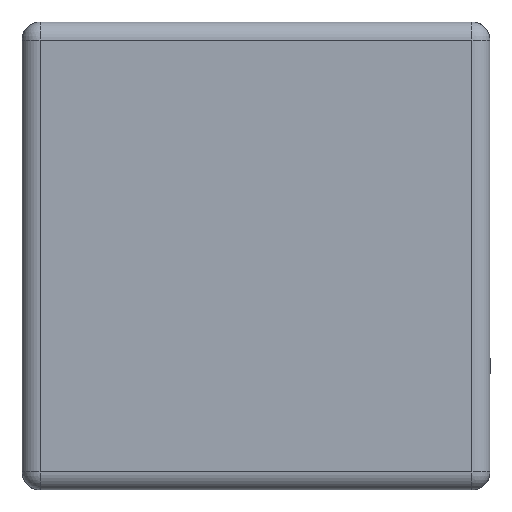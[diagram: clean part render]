
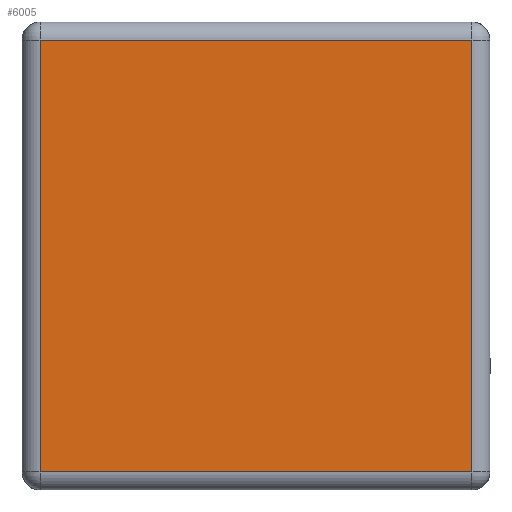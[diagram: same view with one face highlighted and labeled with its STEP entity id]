
A CAD part, left-side view. The second image highlights one B-rep face of the part: STEP entity #6005.
In plain terms, the highlighted planar face has unit normal (-1, 0, 0).
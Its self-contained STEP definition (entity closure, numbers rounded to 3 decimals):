
#255 = LINE ( 'NONE', #3504, #2688 ) ;
#325 = LINE ( 'NONE', #5750, #4259 ) ;
#512 = CARTESIAN_POINT ( 'NONE',  ( -1., -0.65, 0.05 ) ) ;
#702 = VERTEX_POINT ( 'NONE', #1705 ) ;
#724 = DIRECTION ( 'NONE',  ( -1., 0., 0. ) ) ;
#759 = CARTESIAN_POINT ( 'NONE',  ( -1., -0.6, 0.05 ) ) ;
#1091 = VECTOR ( 'NONE', #1453, 1000. ) ;
#1189 = DIRECTION ( 'NONE',  ( 0., 0., -1. ) ) ;
#1224 = DIRECTION ( 'NONE',  ( 0., 0., 1. ) ) ;
#1453 = DIRECTION ( 'NONE',  ( 0., -1., 0. ) ) ;
#1705 = CARTESIAN_POINT ( 'NONE',  ( -1., -0.6, 1.25 ) ) ;
#2482 = ORIENTED_EDGE ( 'NONE', *, *, #2987, .T. ) ;
#2516 = ORIENTED_EDGE ( 'NONE', *, *, #3987, .T. ) ;
#2607 = DIRECTION ( 'NONE',  ( 0., 0., 1. ) ) ;
#2688 = VECTOR ( 'NONE', #1189, 1000. ) ;
#2691 = LINE ( 'NONE', #6070, #2740 ) ;
#2740 = VECTOR ( 'NONE', #1224, 1000. ) ;
#2794 = EDGE_CURVE ( 'NONE', #3629, #5004, #4417, .T. ) ;
#2987 = EDGE_CURVE ( 'NONE', #4334, #3629, #255, .T. ) ;
#3504 = CARTESIAN_POINT ( 'NONE',  ( -1., 0.6, 0. ) ) ;
#3629 = VERTEX_POINT ( 'NONE', #5738 ) ;
#3987 = EDGE_CURVE ( 'NONE', #702, #4334, #325, .T. ) ;
#4082 = EDGE_LOOP ( 'NONE', ( #2516, #2482, #4752, #4416 ) ) ;
#4259 = VECTOR ( 'NONE', #4335, 1000. ) ;
#4334 = VERTEX_POINT ( 'NONE', #5587 ) ;
#4335 = DIRECTION ( 'NONE',  ( 0., 1., 0. ) ) ;
#4416 = ORIENTED_EDGE ( 'NONE', *, *, #5326, .T. ) ;
#4417 = LINE ( 'NONE', #512, #1091 ) ;
#4504 = FACE_OUTER_BOUND ( 'NONE', #4082, .T. ) ;
#4752 = ORIENTED_EDGE ( 'NONE', *, *, #2794, .T. ) ;
#4948 = AXIS2_PLACEMENT_3D ( 'NONE', #5409, #724, #2607 ) ;
#5004 = VERTEX_POINT ( 'NONE', #759 ) ;
#5009 = PLANE ( 'NONE',  #4948 ) ;
#5326 = EDGE_CURVE ( 'NONE', #5004, #702, #2691, .T. ) ;
#5409 = CARTESIAN_POINT ( 'NONE',  ( -1., 0., 0.65 ) ) ;
#5587 = CARTESIAN_POINT ( 'NONE',  ( -1., 0.6, 1.25 ) ) ;
#5738 = CARTESIAN_POINT ( 'NONE',  ( -1., 0.6, 0.05 ) ) ;
#5750 = CARTESIAN_POINT ( 'NONE',  ( -1., 0.65, 1.25 ) ) ;
#6005 = ADVANCED_FACE ( 'NONE', ( #4504 ), #5009, .T. ) ;
#6070 = CARTESIAN_POINT ( 'NONE',  ( -1., -0.6, 1.3 ) ) ;
